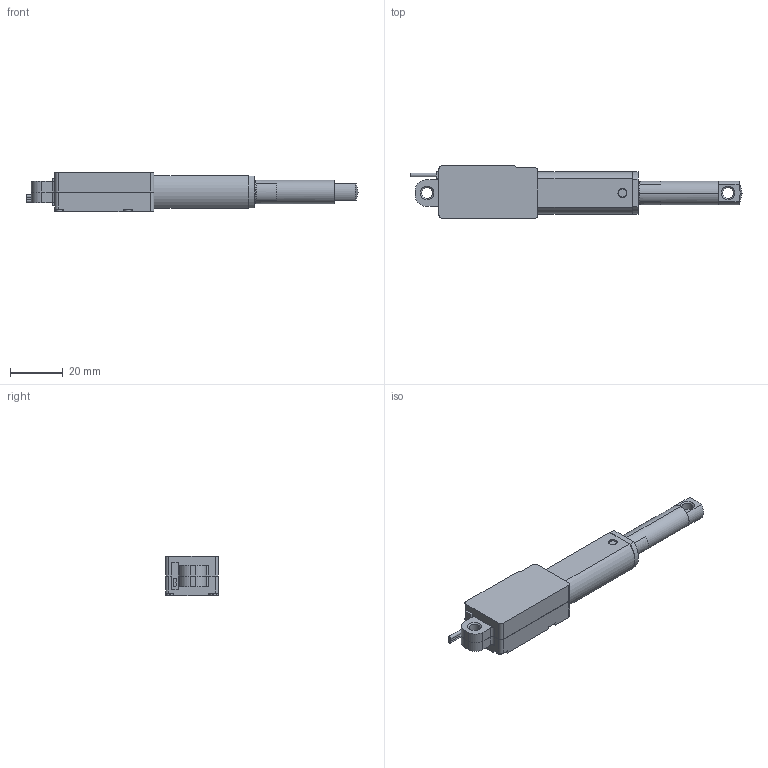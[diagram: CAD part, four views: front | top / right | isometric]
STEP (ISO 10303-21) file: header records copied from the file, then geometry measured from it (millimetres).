
FILE_DESCRIPTION (( 'STEP AP214' ), '1' );
FILE_NAME ('LA-T8-6-30-3085-32.STEP', '2024-04-01T05:17:30', ( '' ), ( '' ), 'SwSTEP 2.0', 'SolidWorks 2020', '' );
FILE_SCHEMA (( 'AUTOMOTIVE_DESIGN' ));
Length unit declared in the file: millimetre
Products named in the file (6): Part2^LA-T8-6-30-3085-32; Part1^LA-T8-6-30-3085-32; Part4^LA-T8-6-30-3085-32; Part3^LA-T8-6-30-3085-32; Part5^LA-T8-6-30-3085-32; LA-T8-6-30-3085-32
Assembly tree (6 placements, depth 2):
  LA-T8-6-30-3085-32
    Part1^LA-T8-6-30-3085-32
    Part2^LA-T8-6-30-3085-32
    Part3^LA-T8-6-30-3085-32
    Part4^LA-T8-6-30-3085-32  x2
    Part5^LA-T8-6-30-3085-32
Bounding box: 126.1 x 20 x 15 mm (x, y, z)
Volume: 19573 mm3; surface area: 13185 mm2
Topology: 6 solids, 6 shells, 314 faces, 826 edges, 536 vertices
Faces by surface type: plane 192, cylinder 96, cone 14, torus 12
Entity records: 9703 total; most frequent: DIRECTION 1493, CARTESIAN_POINT 1489, ORIENTED_EDGE 1440, EDGE_CURVE 720, VECTOR 503, LINE 503, AXIS2_PLACEMENT_3D 495, VERTEX_POINT 471
